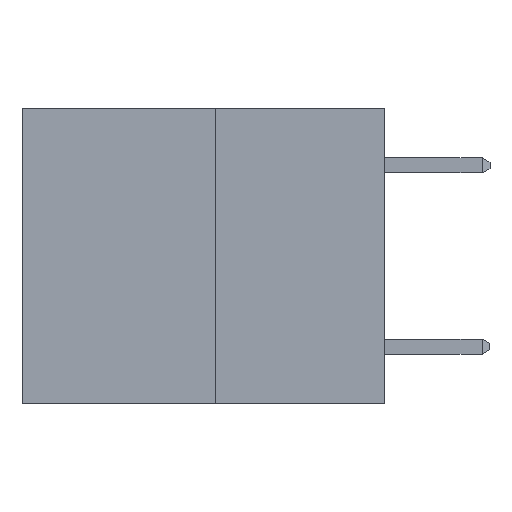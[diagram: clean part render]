
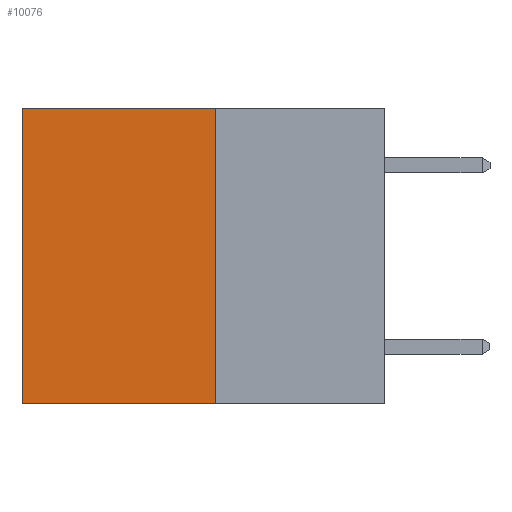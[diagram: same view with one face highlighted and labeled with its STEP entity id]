
A CAD part, left-side view. The second image highlights one B-rep face of the part: STEP entity #10076.
In plain terms, the highlighted planar face has unit normal (-1, 0, 0).
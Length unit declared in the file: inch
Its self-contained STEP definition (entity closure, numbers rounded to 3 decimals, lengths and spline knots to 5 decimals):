
#123 = VECTOR ( 'NONE', #13861, 39.37008 ) ;
#215 = ORIENTED_EDGE ( 'NONE', *, *, #16157, .F. ) ;
#1975 = EDGE_CURVE ( 'NONE', #2122, #16042, #15532, .T. ) ;
#2122 = VERTEX_POINT ( 'NONE', #14563 ) ;
#3315 = CARTESIAN_POINT ( 'NONE',  ( 0.3165, 0.28, -0.49 ) ) ;
#3390 = VECTOR ( 'NONE', #9184, 39.37008 ) ;
#3702 = ORIENTED_EDGE ( 'NONE', *, *, #14889, .F. ) ;
#3763 = EDGE_LOOP ( 'NONE', ( #13613, #3702, #215, #15945 ) ) ;
#3898 = DIRECTION ( 'NONE',  ( 0., 1., 0. ) ) ;
#4261 = LINE ( 'NONE', #12190, #16341 ) ;
#4681 = DIRECTION ( 'NONE',  ( 1., 0., 0. ) ) ;
#6597 = VERTEX_POINT ( 'NONE', #13653 ) ;
#6899 = AXIS2_PLACEMENT_3D ( 'NONE', #3315, #4681, #13032 ) ;
#9184 = DIRECTION ( 'NONE',  ( 0., 1., 0. ) ) ;
#9295 = CARTESIAN_POINT ( 'NONE',  ( 0.3165, 0.28, 0. ) ) ;
#9878 = CARTESIAN_POINT ( 'NONE',  ( 0.3165, 0.28, 0. ) ) ;
#9949 = VECTOR ( 'NONE', #16676, 39.37008 ) ;
#10076 = ADVANCED_FACE ( 'NONE', ( #17704 ), #10137, .F. ) ;
#10137 = PLANE ( 'NONE',  #6899 ) ;
#10970 = CARTESIAN_POINT ( 'NONE',  ( 0.3165, 0.28, -0.49 ) ) ;
#12190 = CARTESIAN_POINT ( 'NONE',  ( 0.3165, 0.28, -0.49 ) ) ;
#12472 = LINE ( 'NONE', #9295, #3390 ) ;
#12537 = CARTESIAN_POINT ( 'NONE',  ( 0.3165, 0.6, -0.49 ) ) ;
#13032 = DIRECTION ( 'NONE',  ( 0., 0., -1. ) ) ;
#13264 = CARTESIAN_POINT ( 'NONE',  ( 0.3165, 0.6, -0.49 ) ) ;
#13294 = LINE ( 'NONE', #10970, #123 ) ;
#13390 = EDGE_CURVE ( 'NONE', #15194, #2122, #12472, .T. ) ;
#13613 = ORIENTED_EDGE ( 'NONE', *, *, #1975, .T. ) ;
#13653 = CARTESIAN_POINT ( 'NONE',  ( 0.3165, 0.28, -0.49 ) ) ;
#13861 = DIRECTION ( 'NONE',  ( 0., 0., -1. ) ) ;
#14563 = CARTESIAN_POINT ( 'NONE',  ( 0.3165, 0.6, 0. ) ) ;
#14889 = EDGE_CURVE ( 'NONE', #6597, #16042, #4261, .T. ) ;
#15194 = VERTEX_POINT ( 'NONE', #9878 ) ;
#15532 = LINE ( 'NONE', #12537, #9949 ) ;
#15945 = ORIENTED_EDGE ( 'NONE', *, *, #13390, .T. ) ;
#16042 = VERTEX_POINT ( 'NONE', #13264 ) ;
#16157 = EDGE_CURVE ( 'NONE', #15194, #6597, #13294, .T. ) ;
#16341 = VECTOR ( 'NONE', #3898, 39.37008 ) ;
#16676 = DIRECTION ( 'NONE',  ( 0., 0., -1. ) ) ;
#17704 = FACE_OUTER_BOUND ( 'NONE', #3763, .T. ) ;
